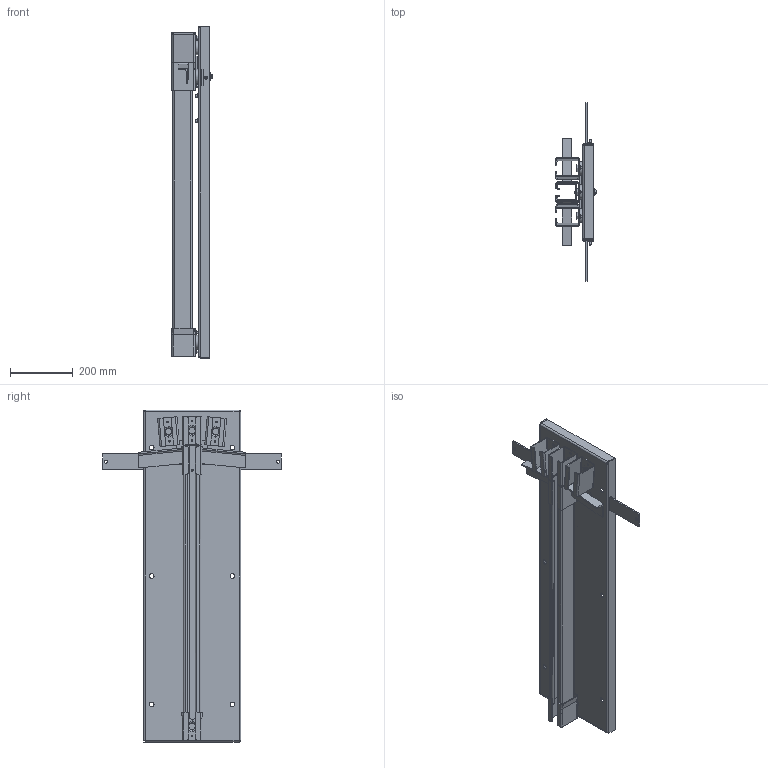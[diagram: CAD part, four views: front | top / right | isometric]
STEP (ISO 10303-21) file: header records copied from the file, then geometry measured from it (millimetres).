
FILE_DESCRIPTION(/* description */ ('Aiguillage Rail 6255'),/* implementation_level */ '2;1');
FILE_NAME(/* name */ '8620.stp',/* time_stamp */ '2019-05-20T09:50:25+02:00',/* author */ ('DBARI'),/* organization */ (''),/* preprocessor_version */ 'ST-DEVELOPER v17.2',/* originating_system */ 'Autodesk Inventor 2019',/* authorisation */ '');
FILE_SCHEMA (('AUTOMOTIVE_DESIGN { 1 0 10303 214 3 1 1 }'));
Length unit declared in the file: millimetre
Products named in the file (31): 8620; 14800; 14852; 14822; 15094; 6256MBR; 6256MBR_1; 14889; 14889-1; 15904; 14546; 14846; 25320; 14834; 14841; 14977; 14840; 15894; 04510; 04564; 04512; 14844; 04544; 04516; 09015; 09018; 06014; 06007; 06004; 15736; 14547
Assembly tree (72 placements, depth 3):
  8620
    14800
    14852
    14822
    15094  x2
    6256MBR
      6256MBR_1
      14546
      14889
      14889-1
      15904
    14546  x3
    14846
    25320
    14834  x5
    14841
    14977
    14844  x2
    14840
    15894
    06004  x10
    04510  x3
    04564  x4
    04512  x5
    04544  x4
    04516  x2
    09015  x2
    09018  x5
    06014  x6
    06007  x2
    15736
    14547
Bounding box: 128 x 570 x 1060 mm (x, y, z)
Volume: 2497111.7 mm3; surface area: 1661325.4 mm2
Topology: 74 solids, 74 shells, 1730 faces, 4416 edges, 2851 vertices
Faces by surface type: plane 810, cylinder 623, cone 148, torus 75, bspline 43, sphere 31
Full cylindrical faces by diameter (mm): 4.917 x24, 6 x12, 6.2 x8, 6.5 x9, 6.647 x2, 7 x2, 8 x6, 8.2 x3, 8.4 x2, 8.5 x2, 8.88 x9, 10 x2, 10.5 x2, 11.63 x2, 11.835 x6, 14 x7, 14.2 x5, 14.3 x5, 14.5 x11, 15 x6, 16 x1, 19.37 x4, 20 x1, 26 x1, 40 x2, 45 x5
Entity records: 26056 total; most frequent: CARTESIAN_POINT 7509, DIRECTION 3762, ORIENTED_EDGE 3446, EDGE_CURVE 1723, AXIS2_PLACEMENT_3D 1399, VERTEX_POINT 1117, LINE 964, VECTOR 964
